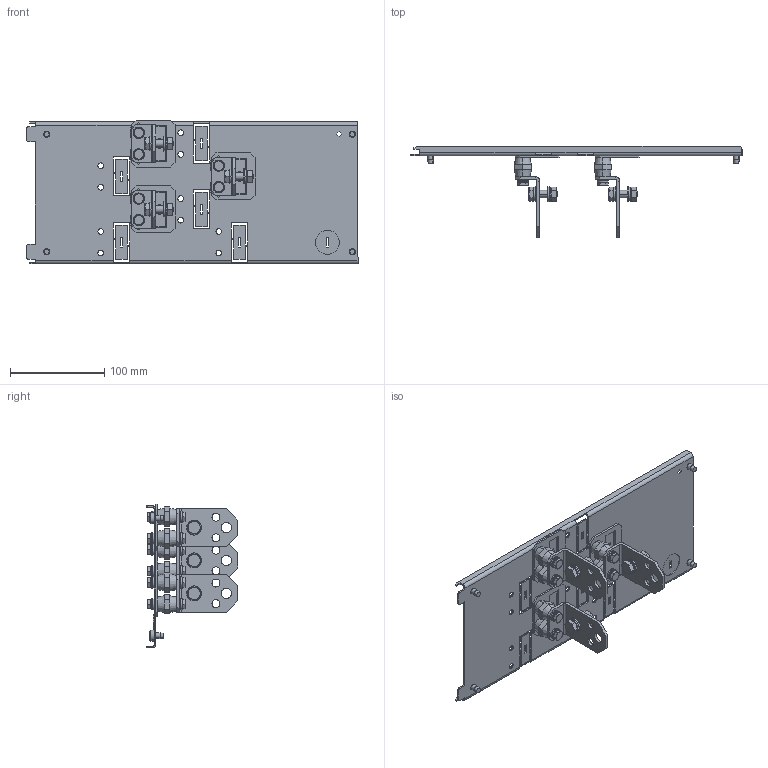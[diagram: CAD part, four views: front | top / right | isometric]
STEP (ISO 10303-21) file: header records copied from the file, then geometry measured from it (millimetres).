
FILE_DESCRIPTION(/* description */ (''),/* implementation_level */ '2;1');
FILE_NAME(/* name */ '8PQ6000-8BA17_v.stp',/* time_stamp */ '2018-09-13T11:32:03+02:00',/* author */ (''),/* organization */ (''),/* preprocessor_version */ 'ST-DEVELOPER v16.7',/* originating_system */ 'SIEMENS PLM Software NX 12.0',/* authorisation */ '');
FILE_SCHEMA (('AUTOMOTIVE_DESIGN { 1 0 10303 214 3 1 1 1 }'));
Length unit declared in the file: millimetre
Products named in the file (1): 8PQ6000-8BA17_step
Bounding box: 353 x 97 x 153 mm (x, y, z)
Volume: 167710.2 mm3; surface area: 159399.6 mm2
Topology: 5 solids, 23 shells, 1382 faces, 3346 edges, 2063 vertices
Faces by surface type: plane 807, cylinder 325, cone 206, torus 36, bspline 8
Full cylindrical faces by diameter (mm): 25.5 x2
Entity records: 48854 total; most frequent: CARTESIAN_POINT 8636, DIRECTION 6941, ORIENTED_EDGE 6686, EDGE_CURVE 3343, AXIS2_PLACEMENT_3D 2511, VERTEX_POINT 2062, LINE 1919, VECTOR 1919
